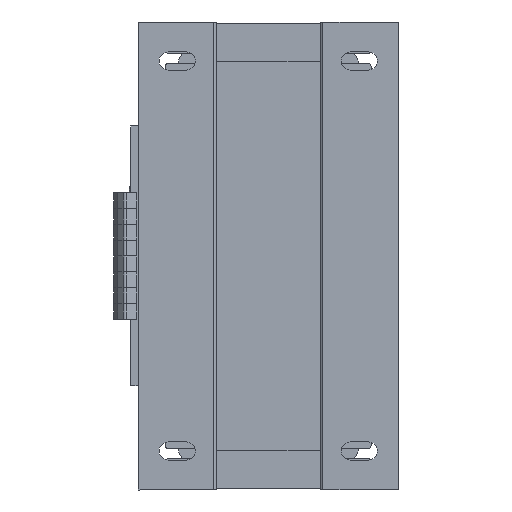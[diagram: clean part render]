
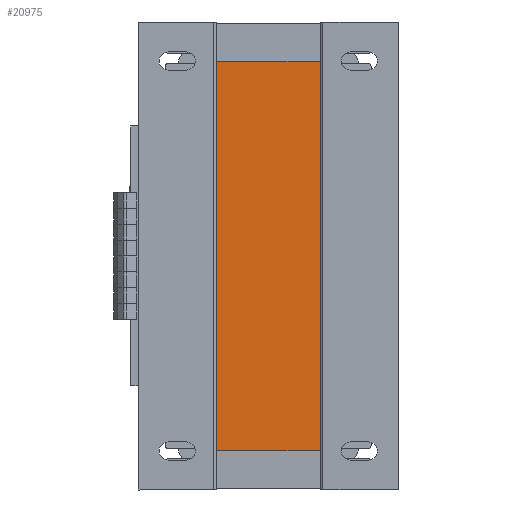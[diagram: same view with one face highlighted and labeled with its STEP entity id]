
A CAD part, front view. The second image highlights one B-rep face of the part: STEP entity #20975.
In plain terms, the highlighted planar face has unit normal (0, -1, 0).
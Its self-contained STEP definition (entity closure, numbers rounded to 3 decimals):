
#2297=FACE_OUTER_BOUND('',#3410,.T.);
#3410=EDGE_LOOP('',(#14225,#14226,#14227,#14228));
#4609=LINE('',#30223,#6940);
#4610=LINE('',#30226,#6941);
#4611=LINE('',#30228,#6942);
#4612=LINE('',#30229,#6943);
#6940=VECTOR('',#24273,10.);
#6941=VECTOR('',#24276,10.);
#6942=VECTOR('',#24277,10.);
#6943=VECTOR('',#24278,10.);
#9264=VERTEX_POINT('',#30216);
#9267=VERTEX_POINT('',#30221);
#9268=VERTEX_POINT('',#30225);
#9269=VERTEX_POINT('',#30227);
#11216=EDGE_CURVE('',#9264,#9267,#4609,.T.);
#11217=EDGE_CURVE('',#9268,#9264,#4610,.T.);
#11218=EDGE_CURVE('',#9269,#9267,#4611,.T.);
#11219=EDGE_CURVE('',#9268,#9269,#4612,.T.);
#14225=ORIENTED_EDGE('',*,*,#11217,.T.);
#14226=ORIENTED_EDGE('',*,*,#11216,.T.);
#14227=ORIENTED_EDGE('',*,*,#11218,.F.);
#14228=ORIENTED_EDGE('',*,*,#11219,.F.);
#20174=PLANE('',#22412);
#20975=ADVANCED_FACE('',(#2297),#20174,.T.);
#22412=AXIS2_PLACEMENT_3D('',#30224,#24274,#24275);
#24273=DIRECTION('',(1.,0.,0.));
#24274=DIRECTION('center_axis',(0.,-1.,0.));
#24275=DIRECTION('ref_axis',(0.,0.,-1.));
#24276=DIRECTION('',(0.,0.,-1.));
#24277=DIRECTION('',(0.,0.,-1.));
#24278=DIRECTION('',(1.,0.,0.));
#30216=CARTESIAN_POINT('',(0.,0.,0.));
#30221=CARTESIAN_POINT('',(40.,0.,0.));
#30223=CARTESIAN_POINT('',(0.,0.,0.));
#30224=CARTESIAN_POINT('Origin',(0.,0.,150.));
#30225=CARTESIAN_POINT('',(0.,0.,150.));
#30226=CARTESIAN_POINT('',(0.,0.,150.));
#30227=CARTESIAN_POINT('',(40.,0.,150.));
#30228=CARTESIAN_POINT('',(40.,0.,150.));
#30229=CARTESIAN_POINT('',(0.,0.,150.));
